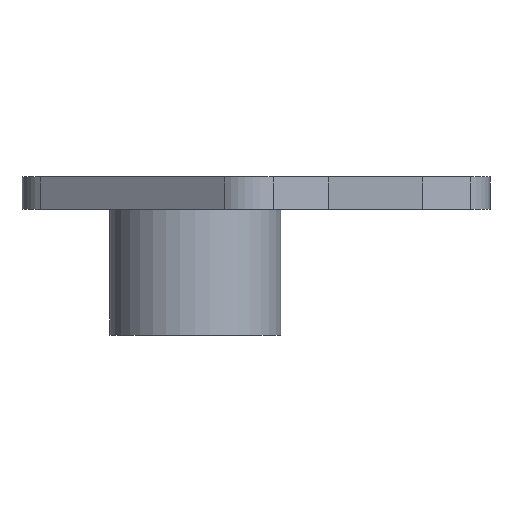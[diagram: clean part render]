
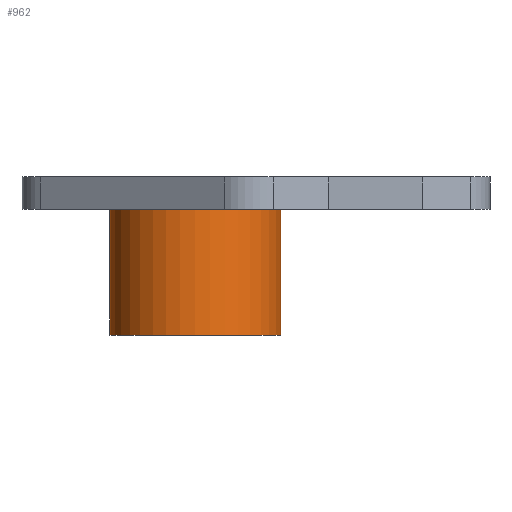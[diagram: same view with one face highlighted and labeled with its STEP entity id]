
A CAD part, front view. The second image highlights one B-rep face of the part: STEP entity #962.
In plain terms, the highlighted cylindrical face has radius 7.9 mm (diameter 15.8 mm), a partial arc.
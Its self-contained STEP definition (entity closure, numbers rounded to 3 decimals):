
#37 = DIRECTION ( 'NONE',  ( 0., 0., -1. ) ) ;
#75 = DIRECTION ( 'NONE',  ( 1., 0., 0. ) ) ;
#94 = AXIS2_PLACEMENT_3D ( 'NONE', #964, #333, #75 ) ;
#158 = CARTESIAN_POINT ( 'NONE',  ( -7.9, 0., 11.6 ) ) ;
#197 = ORIENTED_EDGE ( 'NONE', *, *, #1019, .F. ) ;
#218 = ORIENTED_EDGE ( 'NONE', *, *, #257, .F. ) ;
#241 = CIRCLE ( 'NONE', #94, 7.9 ) ;
#257 = EDGE_CURVE ( 'NONE', #1039, #803, #400, .T. ) ;
#333 = DIRECTION ( 'NONE',  ( 0., 0., 1. ) ) ;
#363 = EDGE_CURVE ( 'NONE', #1039, #894, #843, .T. ) ;
#400 = CIRCLE ( 'NONE', #1124, 7.9 ) ;
#422 = ORIENTED_EDGE ( 'NONE', *, *, #363, .T. ) ;
#467 = CARTESIAN_POINT ( 'NONE',  ( 0., 0., 11.6 ) ) ;
#486 = FACE_OUTER_BOUND ( 'NONE', #725, .T. ) ;
#523 = AXIS2_PLACEMENT_3D ( 'NONE', #855, #37, #784 ) ;
#540 = EDGE_CURVE ( 'NONE', #894, #577, #241, .T. ) ;
#577 = VERTEX_POINT ( 'NONE', #1060 ) ;
#688 = LINE ( 'NONE', #1057, #1176 ) ;
#725 = EDGE_LOOP ( 'NONE', ( #197, #218, #422, #993 ) ) ;
#765 = CARTESIAN_POINT ( 'NONE',  ( -7.9, 0., 0. ) ) ;
#773 = CARTESIAN_POINT ( 'NONE',  ( -7.9, 0., 11.6 ) ) ;
#784 = DIRECTION ( 'NONE',  ( -1., 0., 0. ) ) ;
#803 = VERTEX_POINT ( 'NONE', #821 ) ;
#821 = CARTESIAN_POINT ( 'NONE',  ( 7.9, 0., 11.6 ) ) ;
#842 = CYLINDRICAL_SURFACE ( 'NONE', #523, 7.9 ) ;
#843 = LINE ( 'NONE', #773, #950 ) ;
#855 = CARTESIAN_POINT ( 'NONE',  ( 0., 0., 11.6 ) ) ;
#894 = VERTEX_POINT ( 'NONE', #765 ) ;
#927 = DIRECTION ( 'NONE',  ( 0., 0., 1. ) ) ;
#950 = VECTOR ( 'NONE', #1049, 1000. ) ;
#961 = DIRECTION ( 'NONE',  ( 0., 0., -1. ) ) ;
#962 = ADVANCED_FACE ( 'NONE', ( #486 ), #842, .T. ) ;
#964 = CARTESIAN_POINT ( 'NONE',  ( 0., 0., 0. ) ) ;
#993 = ORIENTED_EDGE ( 'NONE', *, *, #540, .T. ) ;
#1019 = EDGE_CURVE ( 'NONE', #803, #577, #688, .T. ) ;
#1039 = VERTEX_POINT ( 'NONE', #158 ) ;
#1049 = DIRECTION ( 'NONE',  ( 0., 0., -1. ) ) ;
#1057 = CARTESIAN_POINT ( 'NONE',  ( 7.9, 0., 11.6 ) ) ;
#1060 = CARTESIAN_POINT ( 'NONE',  ( 7.9, 0., 0. ) ) ;
#1096 = DIRECTION ( 'NONE',  ( 1., 0., 0. ) ) ;
#1124 = AXIS2_PLACEMENT_3D ( 'NONE', #467, #927, #1096 ) ;
#1176 = VECTOR ( 'NONE', #961, 1000. ) ;
